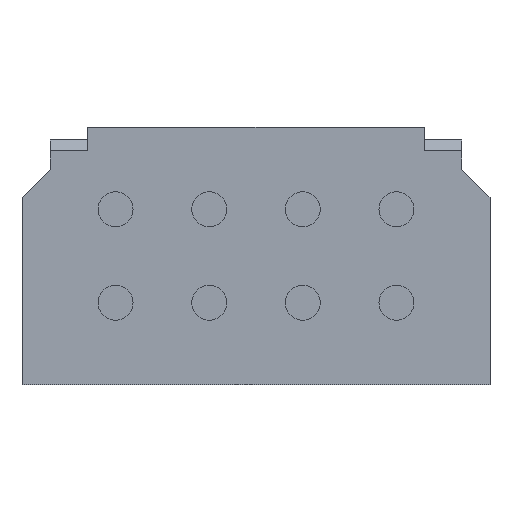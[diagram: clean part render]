
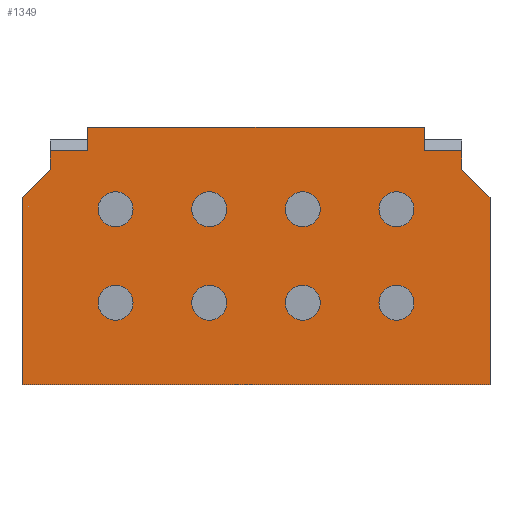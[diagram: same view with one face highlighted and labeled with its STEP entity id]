
A CAD part, front view. The second image highlights one B-rep face of the part: STEP entity #1349.
In plain terms, the highlighted planar face has unit normal (0, -1, 0).
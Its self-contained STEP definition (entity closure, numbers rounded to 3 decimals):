
#2=DIRECTION('',(-0.707,0.,0.707));
#3=VECTOR('',#2,0.849);
#4=CARTESIAN_POINT('',(5.,0.,1.25));
#5=LINE('',#4,#3);
#6=DIRECTION('',(0.,0.,-1.));
#7=VECTOR('',#6,4.);
#8=CARTESIAN_POINT('',(5.,0.,1.25));
#9=LINE('',#8,#7);
#10=DIRECTION('',(-1.,0.,0.));
#11=VECTOR('',#10,10.);
#12=CARTESIAN_POINT('',(5.,0.,-2.75));
#13=LINE('',#12,#11);
#14=DIRECTION('',(0.,0.,1.));
#15=VECTOR('',#14,4.);
#16=CARTESIAN_POINT('',(-5.,0.,-2.75));
#17=LINE('',#16,#15);
#18=DIRECTION('',(-0.707,0.,-0.707));
#19=VECTOR('',#18,0.849);
#20=CARTESIAN_POINT('',(-4.4,0.,1.85));
#21=LINE('',#20,#19);
#22=DIRECTION('',(0.,0.,1.));
#23=VECTOR('',#22,0.4);
#24=CARTESIAN_POINT('',(-4.4,0.,1.85));
#25=LINE('',#24,#23);
#26=DIRECTION('',(1.,0.,0.));
#27=VECTOR('',#26,0.8);
#28=CARTESIAN_POINT('',(-4.4,0.,2.25));
#29=LINE('',#28,#27);
#30=DIRECTION('',(0.,0.,-1.));
#31=VECTOR('',#30,0.5);
#32=CARTESIAN_POINT('',(-3.6,0.,2.75));
#33=LINE('',#32,#31);
#34=DIRECTION('',(1.,0.,0.));
#35=VECTOR('',#34,7.2);
#36=CARTESIAN_POINT('',(-3.6,0.,2.75));
#37=LINE('',#36,#35);
#38=DIRECTION('',(0.,0.,-1.));
#39=VECTOR('',#38,0.5);
#40=CARTESIAN_POINT('',(3.6,0.,2.75));
#41=LINE('',#40,#39);
#42=DIRECTION('',(1.,0.,0.));
#43=VECTOR('',#42,0.8);
#44=CARTESIAN_POINT('',(3.6,0.,2.25));
#45=LINE('',#44,#43);
#46=DIRECTION('',(0.,0.,-1.));
#47=VECTOR('',#46,0.4);
#48=CARTESIAN_POINT('',(4.4,0.,2.25));
#49=LINE('',#48,#47);
#50=CARTESIAN_POINT('',(-3.,0.,-1.));
#51=DIRECTION('',(0.,-1.,0.));
#52=DIRECTION('',(1.,0.,0.));
#53=AXIS2_PLACEMENT_3D('',#50,#51,#52);
#55=CARTESIAN_POINT('',(-3.,0.,-1.));
#56=DIRECTION('',(0.,-1.,0.));
#57=DIRECTION('',(-1.,0.,0.));
#58=AXIS2_PLACEMENT_3D('',#55,#56,#57);
#60=CARTESIAN_POINT('',(-1.,0.,-1.));
#61=DIRECTION('',(0.,-1.,0.));
#62=DIRECTION('',(1.,0.,0.));
#63=AXIS2_PLACEMENT_3D('',#60,#61,#62);
#65=CARTESIAN_POINT('',(-1.,0.,-1.));
#66=DIRECTION('',(0.,-1.,0.));
#67=DIRECTION('',(-1.,0.,0.));
#68=AXIS2_PLACEMENT_3D('',#65,#66,#67);
#70=CARTESIAN_POINT('',(1.,0.,-1.));
#71=DIRECTION('',(0.,-1.,0.));
#72=DIRECTION('',(1.,0.,0.));
#73=AXIS2_PLACEMENT_3D('',#70,#71,#72);
#75=CARTESIAN_POINT('',(1.,0.,-1.));
#76=DIRECTION('',(0.,-1.,0.));
#77=DIRECTION('',(-1.,0.,0.));
#78=AXIS2_PLACEMENT_3D('',#75,#76,#77);
#80=CARTESIAN_POINT('',(3.,0.,-1.));
#81=DIRECTION('',(0.,-1.,0.));
#82=DIRECTION('',(1.,0.,0.));
#83=AXIS2_PLACEMENT_3D('',#80,#81,#82);
#85=CARTESIAN_POINT('',(3.,0.,-1.));
#86=DIRECTION('',(0.,-1.,0.));
#87=DIRECTION('',(-1.,0.,0.));
#88=AXIS2_PLACEMENT_3D('',#85,#86,#87);
#90=CARTESIAN_POINT('',(-3.,0.,1.));
#91=DIRECTION('',(0.,-1.,0.));
#92=DIRECTION('',(1.,0.,0.));
#93=AXIS2_PLACEMENT_3D('',#90,#91,#92);
#95=CARTESIAN_POINT('',(-3.,0.,1.));
#96=DIRECTION('',(0.,-1.,0.));
#97=DIRECTION('',(-1.,0.,0.));
#98=AXIS2_PLACEMENT_3D('',#95,#96,#97);
#100=CARTESIAN_POINT('',(-1.,0.,1.));
#101=DIRECTION('',(0.,-1.,0.));
#102=DIRECTION('',(1.,0.,0.));
#103=AXIS2_PLACEMENT_3D('',#100,#101,#102);
#105=CARTESIAN_POINT('',(-1.,0.,1.));
#106=DIRECTION('',(0.,-1.,0.));
#107=DIRECTION('',(-1.,0.,0.));
#108=AXIS2_PLACEMENT_3D('',#105,#106,#107);
#110=CARTESIAN_POINT('',(1.,0.,1.));
#111=DIRECTION('',(0.,-1.,0.));
#112=DIRECTION('',(1.,0.,0.));
#113=AXIS2_PLACEMENT_3D('',#110,#111,#112);
#115=CARTESIAN_POINT('',(1.,0.,1.));
#116=DIRECTION('',(0.,-1.,0.));
#117=DIRECTION('',(-1.,0.,0.));
#118=AXIS2_PLACEMENT_3D('',#115,#116,#117);
#120=CARTESIAN_POINT('',(3.,0.,1.));
#121=DIRECTION('',(0.,-1.,0.));
#122=DIRECTION('',(1.,0.,0.));
#123=AXIS2_PLACEMENT_3D('',#120,#121,#122);
#125=CARTESIAN_POINT('',(3.,0.,1.));
#126=DIRECTION('',(0.,-1.,0.));
#127=DIRECTION('',(-1.,0.,0.));
#128=AXIS2_PLACEMENT_3D('',#125,#126,#127);
#974=CARTESIAN_POINT('',(5.,0.,-2.75));
#975=CARTESIAN_POINT('',(-5.,0.,-2.75));
#976=VERTEX_POINT('',#974);
#977=VERTEX_POINT('',#975);
#986=CARTESIAN_POINT('',(3.6,0.,2.75));
#987=CARTESIAN_POINT('',(3.6,0.,2.25));
#988=VERTEX_POINT('',#986);
#989=VERTEX_POINT('',#987);
#990=CARTESIAN_POINT('',(4.4,0.,2.25));
#991=VERTEX_POINT('',#990);
#992=CARTESIAN_POINT('',(-4.4,0.,2.25));
#993=CARTESIAN_POINT('',(-3.6,0.,2.25));
#994=VERTEX_POINT('',#992);
#995=VERTEX_POINT('',#993);
#996=CARTESIAN_POINT('',(-3.6,0.,2.75));
#997=VERTEX_POINT('',#996);
#1022=CARTESIAN_POINT('',(5.,0.,1.25));
#1023=CARTESIAN_POINT('',(4.4,0.,1.85));
#1024=VERTEX_POINT('',#1022);
#1025=VERTEX_POINT('',#1023);
#1034=CARTESIAN_POINT('',(-4.4,0.,1.85));
#1035=VERTEX_POINT('',#1034);
#1036=CARTESIAN_POINT('',(-5.,0.,1.25));
#1037=VERTEX_POINT('',#1036);
#1178=CARTESIAN_POINT('',(-2.625,0.,-1.));
#1179=CARTESIAN_POINT('',(-3.375,0.,-1.));
#1180=VERTEX_POINT('',#1178);
#1181=VERTEX_POINT('',#1179);
#1186=CARTESIAN_POINT('',(-0.625,0.,-1.));
#1187=CARTESIAN_POINT('',(-1.375,0.,-1.));
#1188=VERTEX_POINT('',#1186);
#1189=VERTEX_POINT('',#1187);
#1194=CARTESIAN_POINT('',(1.375,0.,-1.));
#1195=CARTESIAN_POINT('',(0.625,0.,-1.));
#1196=VERTEX_POINT('',#1194);
#1197=VERTEX_POINT('',#1195);
#1202=CARTESIAN_POINT('',(-2.625,0.,1.));
#1203=CARTESIAN_POINT('',(-3.375,0.,1.));
#1204=VERTEX_POINT('',#1202);
#1205=VERTEX_POINT('',#1203);
#1210=CARTESIAN_POINT('',(-0.625,0.,1.));
#1211=CARTESIAN_POINT('',(-1.375,0.,1.));
#1212=VERTEX_POINT('',#1210);
#1213=VERTEX_POINT('',#1211);
#1218=CARTESIAN_POINT('',(1.375,0.,1.));
#1219=CARTESIAN_POINT('',(0.625,0.,1.));
#1220=VERTEX_POINT('',#1218);
#1221=VERTEX_POINT('',#1219);
#1258=CARTESIAN_POINT('',(3.375,0.,-1.));
#1259=CARTESIAN_POINT('',(2.625,0.,-1.));
#1260=VERTEX_POINT('',#1258);
#1261=VERTEX_POINT('',#1259);
#1266=CARTESIAN_POINT('',(3.375,0.,1.));
#1267=CARTESIAN_POINT('',(2.625,0.,1.));
#1268=VERTEX_POINT('',#1266);
#1269=VERTEX_POINT('',#1267);
#1270=CARTESIAN_POINT('',(0.,0.,0.));
#1271=DIRECTION('',(0.,1.,0.));
#1272=DIRECTION('',(1.,0.,0.));
#1273=AXIS2_PLACEMENT_3D('',#1270,#1271,#1272);
#1274=PLANE('',#1273);
#1276=ORIENTED_EDGE('',*,*,#1275,.F.);
#1278=ORIENTED_EDGE('',*,*,#1277,.T.);
#1280=ORIENTED_EDGE('',*,*,#1279,.T.);
#1282=ORIENTED_EDGE('',*,*,#1281,.T.);
#1284=ORIENTED_EDGE('',*,*,#1283,.F.);
#1286=ORIENTED_EDGE('',*,*,#1285,.T.);
#1288=ORIENTED_EDGE('',*,*,#1287,.T.);
#1290=ORIENTED_EDGE('',*,*,#1289,.F.);
#1292=ORIENTED_EDGE('',*,*,#1291,.T.);
#1294=ORIENTED_EDGE('',*,*,#1293,.T.);
#1296=ORIENTED_EDGE('',*,*,#1295,.T.);
#1298=ORIENTED_EDGE('',*,*,#1297,.T.);
#1299=EDGE_LOOP('',(#1276,#1278,#1280,#1282,#1284,#1286,#1288,#1290,#1292,#1294,
#1296,#1298));
#1300=FACE_OUTER_BOUND('',#1299,.F.);
#1302=ORIENTED_EDGE('',*,*,#1301,.T.);
#1304=ORIENTED_EDGE('',*,*,#1303,.T.);
#1305=EDGE_LOOP('',(#1302,#1304));
#1306=FACE_BOUND('',#1305,.F.);
#1308=ORIENTED_EDGE('',*,*,#1307,.T.);
#1310=ORIENTED_EDGE('',*,*,#1309,.T.);
#1311=EDGE_LOOP('',(#1308,#1310));
#1312=FACE_BOUND('',#1311,.F.);
#1314=ORIENTED_EDGE('',*,*,#1313,.T.);
#1316=ORIENTED_EDGE('',*,*,#1315,.T.);
#1317=EDGE_LOOP('',(#1314,#1316));
#1318=FACE_BOUND('',#1317,.F.);
#1320=ORIENTED_EDGE('',*,*,#1319,.T.);
#1322=ORIENTED_EDGE('',*,*,#1321,.T.);
#1323=EDGE_LOOP('',(#1320,#1322));
#1324=FACE_BOUND('',#1323,.F.);
#1326=ORIENTED_EDGE('',*,*,#1325,.T.);
#1328=ORIENTED_EDGE('',*,*,#1327,.T.);
#1329=EDGE_LOOP('',(#1326,#1328));
#1330=FACE_BOUND('',#1329,.F.);
#1332=ORIENTED_EDGE('',*,*,#1331,.T.);
#1334=ORIENTED_EDGE('',*,*,#1333,.T.);
#1335=EDGE_LOOP('',(#1332,#1334));
#1336=FACE_BOUND('',#1335,.F.);
#1338=ORIENTED_EDGE('',*,*,#1337,.T.);
#1340=ORIENTED_EDGE('',*,*,#1339,.T.);
#1341=EDGE_LOOP('',(#1338,#1340));
#1342=FACE_BOUND('',#1341,.F.);
#1344=ORIENTED_EDGE('',*,*,#1343,.T.);
#1346=ORIENTED_EDGE('',*,*,#1345,.T.);
#1347=EDGE_LOOP('',(#1344,#1346));
#1348=FACE_BOUND('',#1347,.F.);
#54=CIRCLE('',#53,0.375);
#59=CIRCLE('',#58,0.375);
#64=CIRCLE('',#63,0.375);
#69=CIRCLE('',#68,0.375);
#74=CIRCLE('',#73,0.375);
#79=CIRCLE('',#78,0.375);
#84=CIRCLE('',#83,0.375);
#89=CIRCLE('',#88,0.375);
#94=CIRCLE('',#93,0.375);
#99=CIRCLE('',#98,0.375);
#104=CIRCLE('',#103,0.375);
#109=CIRCLE('',#108,0.375);
#114=CIRCLE('',#113,0.375);
#119=CIRCLE('',#118,0.375);
#124=CIRCLE('',#123,0.375);
#129=CIRCLE('',#128,0.375);
#1275=EDGE_CURVE('',#1024,#1025,#5,.T.);
#1277=EDGE_CURVE('',#1024,#976,#9,.T.);
#1279=EDGE_CURVE('',#976,#977,#13,.T.);
#1281=EDGE_CURVE('',#977,#1037,#17,.T.);
#1283=EDGE_CURVE('',#1035,#1037,#21,.T.);
#1285=EDGE_CURVE('',#1035,#994,#25,.T.);
#1287=EDGE_CURVE('',#994,#995,#29,.T.);
#1289=EDGE_CURVE('',#997,#995,#33,.T.);
#1291=EDGE_CURVE('',#997,#988,#37,.T.);
#1293=EDGE_CURVE('',#988,#989,#41,.T.);
#1295=EDGE_CURVE('',#989,#991,#45,.T.);
#1297=EDGE_CURVE('',#991,#1025,#49,.T.);
#1301=EDGE_CURVE('',#1180,#1181,#54,.T.);
#1303=EDGE_CURVE('',#1181,#1180,#59,.T.);
#1307=EDGE_CURVE('',#1188,#1189,#64,.T.);
#1309=EDGE_CURVE('',#1189,#1188,#69,.T.);
#1313=EDGE_CURVE('',#1196,#1197,#74,.T.);
#1315=EDGE_CURVE('',#1197,#1196,#79,.T.);
#1319=EDGE_CURVE('',#1260,#1261,#84,.T.);
#1321=EDGE_CURVE('',#1261,#1260,#89,.T.);
#1325=EDGE_CURVE('',#1204,#1205,#94,.T.);
#1327=EDGE_CURVE('',#1205,#1204,#99,.T.);
#1331=EDGE_CURVE('',#1212,#1213,#104,.T.);
#1333=EDGE_CURVE('',#1213,#1212,#109,.T.);
#1337=EDGE_CURVE('',#1220,#1221,#114,.T.);
#1339=EDGE_CURVE('',#1221,#1220,#119,.T.);
#1343=EDGE_CURVE('',#1268,#1269,#124,.T.);
#1345=EDGE_CURVE('',#1269,#1268,#129,.T.);
#1349=ADVANCED_FACE('',(#1300,#1306,#1312,#1318,#1324,#1330,#1336,#1342,#1348),
#1274,.F.);
